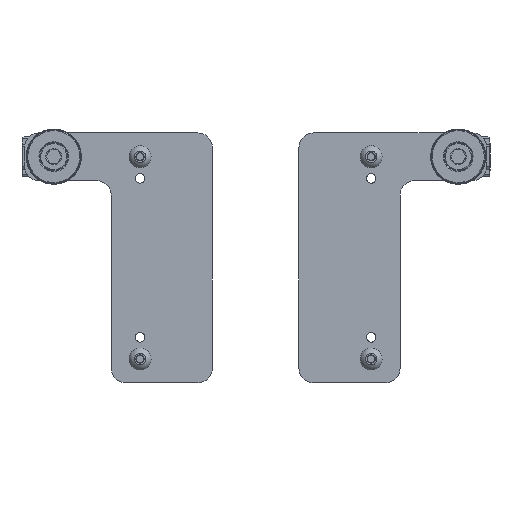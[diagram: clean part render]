
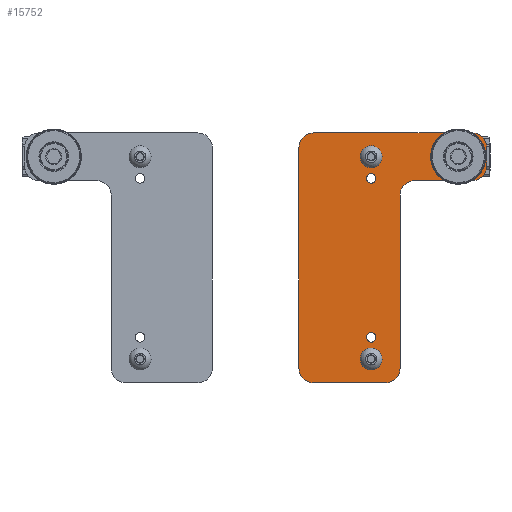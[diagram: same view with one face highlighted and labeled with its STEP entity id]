
A CAD part, front view. The second image highlights one B-rep face of the part: STEP entity #15752.
In plain terms, the highlighted planar face has unit normal (0, -1, 0).
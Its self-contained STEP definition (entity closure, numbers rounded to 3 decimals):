
#81=FACE_BOUND('',#3738,.T.);
#82=FACE_BOUND('',#3739,.T.);
#83=FACE_BOUND('',#3740,.T.);
#84=FACE_BOUND('',#3741,.T.);
#85=FACE_BOUND('',#3742,.T.);
#685=PLANE('',#17661);
#1767=CIRCLE('',#17639,5.);
#1769=CIRCLE('',#17643,5.);
#1771=CIRCLE('',#17647,5.);
#1773=CIRCLE('',#17651,5.);
#1775=CIRCLE('',#17655,5.);
#1777=CIRCLE('',#17659,5.);
#1778=CIRCLE('',#17662,1.65);
#1779=CIRCLE('',#17663,1.65);
#1780=CIRCLE('',#17664,1.65);
#1781=CIRCLE('',#17665,4.15);
#1782=CIRCLE('',#17666,1.65);
#2755=FACE_OUTER_BOUND('',#3737,.T.);
#3737=EDGE_LOOP('',(#14437,#14438,#14439,#14440,#14441,#14442,#14443,#14444,
#14445,#14446,#14447,#14448));
#3738=EDGE_LOOP('',(#14449));
#3739=EDGE_LOOP('',(#14450));
#3740=EDGE_LOOP('',(#14451));
#3741=EDGE_LOOP('',(#14452));
#3742=EDGE_LOOP('',(#14453));
#5062=LINE('',#30021,#6323);
#5066=LINE('',#30033,#6327);
#5070=LINE('',#30045,#6331);
#5074=LINE('',#30057,#6335);
#5078=LINE('',#30069,#6339);
#5081=LINE('',#30078,#6342);
#6323=VECTOR('',#22580,6.5);
#6327=VECTOR('',#22592,55.);
#6331=VECTOR('',#22604,76.5);
#6335=VECTOR('',#22616,25.);
#6339=VECTOR('',#22628,60.);
#6342=VECTOR('',#22639,20.);
#7651=VERTEX_POINT('',#30011);
#7652=VERTEX_POINT('',#30013);
#7654=VERTEX_POINT('',#30019);
#7656=VERTEX_POINT('',#30025);
#7658=VERTEX_POINT('',#30031);
#7660=VERTEX_POINT('',#30037);
#7662=VERTEX_POINT('',#30043);
#7664=VERTEX_POINT('',#30049);
#7666=VERTEX_POINT('',#30055);
#7668=VERTEX_POINT('',#30061);
#7670=VERTEX_POINT('',#30067);
#7672=VERTEX_POINT('',#30073);
#7673=VERTEX_POINT('',#30080);
#7674=VERTEX_POINT('',#30082);
#7675=VERTEX_POINT('',#30084);
#7676=VERTEX_POINT('',#30086);
#7677=VERTEX_POINT('',#30088);
#9909=EDGE_CURVE('',#7651,#7652,#1767,.T.);
#9913=EDGE_CURVE('',#7654,#7651,#5062,.T.);
#9916=EDGE_CURVE('',#7656,#7654,#1769,.T.);
#9919=EDGE_CURVE('',#7658,#7656,#5066,.T.);
#9922=EDGE_CURVE('',#7660,#7658,#1771,.T.);
#9925=EDGE_CURVE('',#7662,#7660,#5070,.T.);
#9928=EDGE_CURVE('',#7664,#7662,#1773,.T.);
#9931=EDGE_CURVE('',#7666,#7664,#5074,.T.);
#9934=EDGE_CURVE('',#7668,#7666,#1775,.T.);
#9937=EDGE_CURVE('',#7670,#7668,#5078,.T.);
#9940=EDGE_CURVE('',#7672,#7670,#1777,.T.);
#9942=EDGE_CURVE('',#7652,#7672,#5081,.T.);
#9943=EDGE_CURVE('',#7673,#7673,#1778,.T.);
#9944=EDGE_CURVE('',#7674,#7674,#1779,.T.);
#9945=EDGE_CURVE('',#7675,#7675,#1780,.T.);
#9946=EDGE_CURVE('',#7676,#7676,#1781,.T.);
#9947=EDGE_CURVE('',#7677,#7677,#1782,.T.);
#14437=ORIENTED_EDGE('',*,*,#9909,.F.);
#14438=ORIENTED_EDGE('',*,*,#9913,.F.);
#14439=ORIENTED_EDGE('',*,*,#9916,.F.);
#14440=ORIENTED_EDGE('',*,*,#9919,.F.);
#14441=ORIENTED_EDGE('',*,*,#9922,.F.);
#14442=ORIENTED_EDGE('',*,*,#9925,.F.);
#14443=ORIENTED_EDGE('',*,*,#9928,.F.);
#14444=ORIENTED_EDGE('',*,*,#9931,.F.);
#14445=ORIENTED_EDGE('',*,*,#9934,.F.);
#14446=ORIENTED_EDGE('',*,*,#9937,.F.);
#14447=ORIENTED_EDGE('',*,*,#9940,.F.);
#14448=ORIENTED_EDGE('',*,*,#9942,.F.);
#14449=ORIENTED_EDGE('',*,*,#9943,.T.);
#14450=ORIENTED_EDGE('',*,*,#9944,.T.);
#14451=ORIENTED_EDGE('',*,*,#9945,.T.);
#14452=ORIENTED_EDGE('',*,*,#9946,.T.);
#14453=ORIENTED_EDGE('',*,*,#9947,.T.);
#15752=ADVANCED_FACE('',(#2755,#81,#82,#83,#84,#85),#685,.F.);
#17639=AXIS2_PLACEMENT_3D('',#30014,#22573,#22574);
#17643=AXIS2_PLACEMENT_3D('',#30027,#22586,#22587);
#17647=AXIS2_PLACEMENT_3D('',#30039,#22598,#22599);
#17651=AXIS2_PLACEMENT_3D('',#30051,#22610,#22611);
#17655=AXIS2_PLACEMENT_3D('',#30063,#22622,#22623);
#17659=AXIS2_PLACEMENT_3D('',#30075,#22634,#22635);
#17661=AXIS2_PLACEMENT_3D('',#30079,#22640,#22641);
#17662=AXIS2_PLACEMENT_3D('',#30081,#22642,#22643);
#17663=AXIS2_PLACEMENT_3D('',#30083,#22644,#22645);
#17664=AXIS2_PLACEMENT_3D('',#30085,#22646,#22647);
#17665=AXIS2_PLACEMENT_3D('',#30087,#22648,#22649);
#17666=AXIS2_PLACEMENT_3D('',#30089,#22650,#22651);
#22573=DIRECTION('center_axis',(0.,1.,0.));
#22574=DIRECTION('ref_axis',(0.,0.,
1.));
#22580=DIRECTION('',(0.,0.,-1.));
#22586=DIRECTION('center_axis',(0.,1.,0.));
#22587=DIRECTION('ref_axis',(0.,0.,
1.));
#22592=DIRECTION('',(1.,0.,0.));
#22598=DIRECTION('center_axis',(0.,1.,0.));
#22599=DIRECTION('ref_axis',(0.,0.,
1.));
#22604=DIRECTION('',(0.,0.,1.));
#22610=DIRECTION('center_axis',(0.,1.,0.));
#22611=DIRECTION('ref_axis',(0.,0.,
1.));
#22616=DIRECTION('',(-1.,0.,0.));
#22622=DIRECTION('center_axis',(0.,1.,0.));
#22623=DIRECTION('ref_axis',(0.,0.,
1.));
#22628=DIRECTION('',(0.,0.,-1.));
#22634=DIRECTION('center_axis',(0.,-1.,0.));
#22635=DIRECTION('ref_axis',(0.,0.,
-1.));
#22639=DIRECTION('',(-1.,0.,0.));
#22640=DIRECTION('center_axis',(0.,1.,0.));
#22641=DIRECTION('ref_axis',(0.,0.,1.));
#22642=DIRECTION('center_axis',(0.,1.,0.));
#22643=DIRECTION('ref_axis',(0.,0.,
-1.));
#22644=DIRECTION('center_axis',(0.,1.,0.));
#22645=DIRECTION('ref_axis',(0.,0.,
-1.));
#22646=DIRECTION('center_axis',(0.,1.,0.));
#22647=DIRECTION('ref_axis',(0.,0.,
-1.));
#22648=DIRECTION('center_axis',(0.,1.,0.));
#22649=DIRECTION('ref_axis',(0.,0.,
-1.));
#22650=DIRECTION('center_axis',(0.,1.,0.));
#22651=DIRECTION('ref_axis',(0.,0.,
-1.));
#30011=CARTESIAN_POINT('',(33.14,0.,31.75));
#30013=CARTESIAN_POINT('',(28.14,0.,26.75));
#30014=CARTESIAN_POINT('Origin',(28.14,0.,31.75));
#30019=CARTESIAN_POINT('',(33.14,0.,38.25));
#30021=CARTESIAN_POINT('',(33.14,0.,38.25));
#30025=CARTESIAN_POINT('',(28.14,0.,43.25));
#30027=CARTESIAN_POINT('Origin',(28.14,0.,38.25));
#30031=CARTESIAN_POINT('',(-26.86,0.,43.25));
#30033=CARTESIAN_POINT('',(-26.86,0.,43.25));
#30037=CARTESIAN_POINT('',(-31.86,0.,38.25));
#30039=CARTESIAN_POINT('Origin',(-26.86,0.,38.25));
#30043=CARTESIAN_POINT('',(-31.86,0.,-38.25));
#30045=CARTESIAN_POINT('',(-31.86,0.,-38.25));
#30049=CARTESIAN_POINT('',(-26.86,0.,-43.25));
#30051=CARTESIAN_POINT('Origin',(-26.86,0.,-38.25));
#30055=CARTESIAN_POINT('',(-1.86,0.,-43.25));
#30057=CARTESIAN_POINT('',(-1.86,0.,-43.25));
#30061=CARTESIAN_POINT('',(3.14,0.,-38.25));
#30063=CARTESIAN_POINT('Origin',(-1.86,0.,-38.25));
#30067=CARTESIAN_POINT('',(3.14,0.,21.75));
#30069=CARTESIAN_POINT('',(3.14,0.,21.75));
#30073=CARTESIAN_POINT('',(8.14,0.,26.75));
#30075=CARTESIAN_POINT('Origin',(8.14,0.,21.75));
#30078=CARTESIAN_POINT('',(28.14,0.,26.75));
#30079=CARTESIAN_POINT('Origin',(28.14,0.,31.75));
#30080=CARTESIAN_POINT('',(-6.86,0.,33.35));
#30081=CARTESIAN_POINT('Origin',(-6.86,0.,35.));
#30082=CARTESIAN_POINT('',(-6.86,0.,-36.65));
#30083=CARTESIAN_POINT('Origin',(-6.86,0.,-35.));
#30084=CARTESIAN_POINT('',(-6.86,0.,25.85));
#30085=CARTESIAN_POINT('Origin',(-6.86,0.,27.5));
#30086=CARTESIAN_POINT('',(23.14,0.,30.85));
#30087=CARTESIAN_POINT('Origin',(23.14,0.,35.));
#30088=CARTESIAN_POINT('',(-6.86,0.,-29.15));
#30089=CARTESIAN_POINT('Origin',(-6.86,0.,-27.5));
